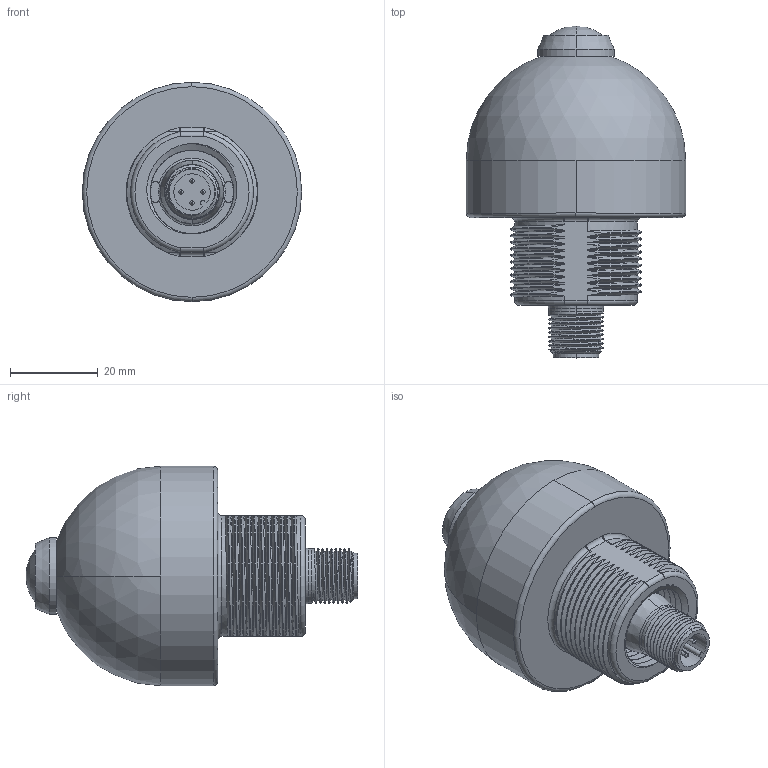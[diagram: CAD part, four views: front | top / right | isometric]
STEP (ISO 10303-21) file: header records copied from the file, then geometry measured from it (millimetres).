
FILE_DESCRIPTION((''),'2;1');
FILE_NAME('144876_SM01_ASM','2025-06-30T15:34:24',('banengservice'),('BANNER ENGINEERING'),'CREO PARAMETRIC BY PTC INC, 2022414','CREO PARAMETRIC BY PTC INC, 2022414','');
FILE_SCHEMA(('CONFIG_CONTROL_DESIGN'));
Length unit declared in the file: millimetre
Products named in the file (2): 144876_EP01; 144876_SM01_ASM
Assembly tree (1 placements, depth 2):
  144876_SM01_ASM
    144876_EP01
Bounding box: 50 x 75.67 x 50 mm (x, y, z)
Volume: 71294.2 mm3; surface area: 13848.2 mm2
Topology: 1 solids, 1 shells, 240 faces, 621 edges, 395 vertices
Faces by surface type: cylinder 99, bspline 85, plane 22, torus 18, sphere 8, cone 8
Entity records: 17781 total; most frequent: CARTESIAN_POINT 12479, ORIENTED_EDGE 1238, DIRECTION 862, EDGE_CURVE 619, VERTEX_POINT 395, AXIS2_PLACEMENT_3D 334, EDGE_LOOP 254, B_SPLINE_CURVE_WITH_KNOTS 249
